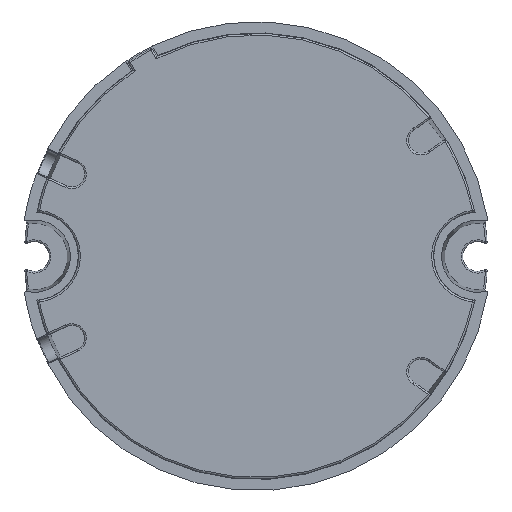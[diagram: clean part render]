
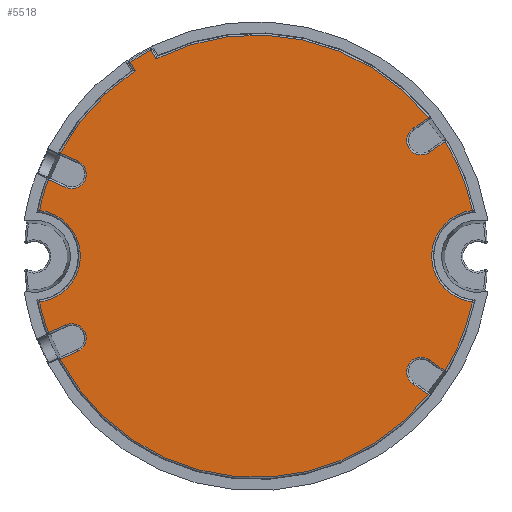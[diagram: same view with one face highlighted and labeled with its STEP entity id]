
A CAD part, top view. The second image highlights one B-rep face of the part: STEP entity #5518.
In plain terms, the highlighted planar face has unit normal (0, 0, 1).
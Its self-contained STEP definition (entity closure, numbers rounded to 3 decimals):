
#3556=DIRECTION('',(0.5,-0.866,0.));
#3557=VECTOR('',#3556,1.152);
#3558=CARTESIAN_POINT('',(12.699,50.275,
-0.007));
#3559=LINE('',#3558,#3557);
#3560=CARTESIAN_POINT('',(27.443,27.537,
-0.007));
#3561=DIRECTION('',(0.,0.,1.));
#3562=DIRECTION('',(-0.455,0.891,0.));
#3563=AXIS2_PLACEMENT_3D('',#3560,#3561,#3562);
#3565=DIRECTION('',(-0.5,0.866,0.));
#3566=VECTOR('',#3565,1.152);
#3567=CARTESIAN_POINT('',(15.7,50.677,
-0.007));
#3568=LINE('',#3567,#3566);
#3569=DIRECTION('',(0.819,0.574,0.));
#3570=VECTOR('',#3569,2.244);
#3571=CARTESIAN_POINT('',(45.841,42.494,
-0.007));
#3572=LINE('',#3571,#3570);
#3573=CARTESIAN_POINT('',(46.816,41.102,
-0.007));
#3574=DIRECTION('',(0.,0.,-1.));
#3575=DIRECTION('',(0.574,-0.819,0.));
#3576=AXIS2_PLACEMENT_3D('',#3573,#3574,#3575);
#3578=DIRECTION('',(-0.819,-0.574,0.));
#3579=VECTOR('',#3578,2.244);
#3580=CARTESIAN_POINT('',(49.63,40.996,
-0.007));
#3581=LINE('',#3580,#3579);
#3582=CARTESIAN_POINT('',(27.443,27.537,
-0.007));
#3583=DIRECTION('',(0.,0.,1.));
#3584=DIRECTION('',(0.978,0.207,0.));
#3585=AXIS2_PLACEMENT_3D('',#3582,#3583,#3584);
#3587=CARTESIAN_POINT('',(53.443,27.537,
-0.007));
#3588=DIRECTION('',(0.,0.,-1.));
#3589=DIRECTION('',(-0.113,-0.994,0.));
#3590=AXIS2_PLACEMENT_3D('',#3587,#3588,#3589);
#3592=CARTESIAN_POINT('',(27.443,27.537,
-0.007));
#3593=DIRECTION('',(0.,0.,1.));
#3594=DIRECTION('',(0.855,-0.519,0.));
#3595=AXIS2_PLACEMENT_3D('',#3592,#3593,#3594);
#3597=DIRECTION('',(0.819,-0.574,0.));
#3598=VECTOR('',#3597,2.244);
#3599=CARTESIAN_POINT('',(47.791,15.364,
-0.007));
#3600=LINE('',#3599,#3598);
#3601=CARTESIAN_POINT('',(46.816,13.972,
-0.007));
#3602=DIRECTION('',(0.,0.,-1.));
#3603=DIRECTION('',(-0.574,-0.819,0.));
#3604=AXIS2_PLACEMENT_3D('',#3601,#3602,#3603);
#3606=DIRECTION('',(-0.819,0.574,0.));
#3607=VECTOR('',#3606,2.244);
#3608=CARTESIAN_POINT('',(47.679,11.292,
-0.007));
#3609=LINE('',#3608,#3607);
#3610=CARTESIAN_POINT('',(27.443,27.537,
-0.007));
#3611=DIRECTION('',(0.,0.,1.));
#3612=DIRECTION('',(-0.885,-0.466,0.));
#3613=AXIS2_PLACEMENT_3D('',#3610,#3611,#3612);
#3615=DIRECTION('',(-0.914,-0.407,0.));
#3616=VECTOR('',#3615,2.244);
#3617=CARTESIAN_POINT('',(6.53,16.364,
-0.007));
#3618=LINE('',#3617,#3616);
#3619=CARTESIAN_POINT('',(5.838,17.917,
-0.007));
#3620=DIRECTION('',(0.,0.,-1.));
#3621=DIRECTION('',(-0.407,0.914,0.));
#3622=AXIS2_PLACEMENT_3D('',#3619,#3620,#3621);
#3624=DIRECTION('',(0.914,0.407,0.));
#3625=VECTOR('',#3624,2.244);
#3626=CARTESIAN_POINT('',(3.096,18.558,
-0.007));
#3627=LINE('',#3626,#3625);
#3628=CARTESIAN_POINT('',(27.443,27.537,
-0.007));
#3629=DIRECTION('',(0.,0.,1.));
#3630=DIRECTION('',(-0.978,-0.207,0.));
#3631=AXIS2_PLACEMENT_3D('',#3628,#3629,#3630);
#3633=CARTESIAN_POINT('',(1.443,27.537,
-0.007));
#3634=DIRECTION('',(0.,0.,-1.));
#3635=DIRECTION('',(0.113,0.994,0.));
#3636=AXIS2_PLACEMENT_3D('',#3633,#3634,#3635);
#3638=CARTESIAN_POINT('',(27.443,27.537,
-0.007));
#3639=DIRECTION('',(0.,0.,1.));
#3640=DIRECTION('',(-0.938,0.346,0.));
#3641=AXIS2_PLACEMENT_3D('',#3638,#3639,#3640);
#3643=DIRECTION('',(-0.914,0.407,0.));
#3644=VECTOR('',#3643,2.244);
#3645=CARTESIAN_POINT('',(5.147,35.603,
-0.007));
#3646=LINE('',#3645,#3644);
#3647=CARTESIAN_POINT('',(5.838,37.156,
-0.007));
#3648=DIRECTION('',(0.,0.,-1.));
#3649=DIRECTION('',(0.407,0.914,0.));
#3650=AXIS2_PLACEMENT_3D('',#3647,#3648,#3649);
#3652=DIRECTION('',(0.914,-0.407,0.));
#3653=VECTOR('',#3652,2.244);
#3654=CARTESIAN_POINT('',(4.479,39.622,
-0.007));
#3655=LINE('',#3654,#3653);
#4213=CARTESIAN_POINT('',(27.443,27.537,
-0.007));
#4214=DIRECTION('',(0.,0.,1.));
#4215=DIRECTION('',(0.78,0.626,0.));
#4216=AXIS2_PLACEMENT_3D('',#4213,#4214,#4215);
#4223=CARTESIAN_POINT('',(27.443,27.537,
-0.007));
#4224=DIRECTION('',(0.,0.,1.));
#4225=DIRECTION('',(-0.546,0.838,0.));
#4226=AXIS2_PLACEMENT_3D('',#4223,#4224,#4225);
#5116=CARTESIAN_POINT('',(2.054,22.171,
-0.007));
#5118=VERTEX_POINT('',#5116);
#5122=CARTESIAN_POINT('',(2.054,32.902,
-0.007));
#5124=VERTEX_POINT('',#5122);
#5128=CARTESIAN_POINT('',(52.832,22.171,
-0.007));
#5130=VERTEX_POINT('',#5128);
#5134=CARTESIAN_POINT('',(52.832,32.902,
-0.007));
#5136=VERTEX_POINT('',#5134);
#5189=CARTESIAN_POINT('',(3.096,36.516,
-0.007));
#5191=VERTEX_POINT('',#5189);
#5193=CARTESIAN_POINT('',(5.147,35.603,
-0.007));
#5194=VERTEX_POINT('',#5193);
#5199=CARTESIAN_POINT('',(6.53,38.709,
-0.007));
#5200=VERTEX_POINT('',#5199);
#5203=CARTESIAN_POINT('',(4.479,39.622,
-0.007));
#5204=VERTEX_POINT('',#5203);
#5209=CARTESIAN_POINT('',(4.479,15.452,
-0.007));
#5211=VERTEX_POINT('',#5209);
#5213=CARTESIAN_POINT('',(6.53,16.364,
-0.007));
#5214=VERTEX_POINT('',#5213);
#5219=CARTESIAN_POINT('',(5.147,19.47,
-0.007));
#5220=VERTEX_POINT('',#5219);
#5223=CARTESIAN_POINT('',(3.096,18.558,
-0.007));
#5224=VERTEX_POINT('',#5223);
#5229=CARTESIAN_POINT('',(49.63,14.077,
-0.007));
#5231=VERTEX_POINT('',#5229);
#5233=CARTESIAN_POINT('',(47.791,15.364,
-0.007));
#5234=VERTEX_POINT('',#5233);
#5239=CARTESIAN_POINT('',(45.841,12.579,
-0.007));
#5240=VERTEX_POINT('',#5239);
#5243=CARTESIAN_POINT('',(47.679,11.292,
-0.007));
#5244=VERTEX_POINT('',#5243);
#5249=CARTESIAN_POINT('',(47.679,43.781,
-0.007));
#5251=VERTEX_POINT('',#5249);
#5253=CARTESIAN_POINT('',(45.841,42.494,
-0.007));
#5254=VERTEX_POINT('',#5253);
#5259=CARTESIAN_POINT('',(47.791,39.709,
-0.007));
#5260=VERTEX_POINT('',#5259);
#5263=CARTESIAN_POINT('',(49.63,40.996,
-0.007));
#5264=VERTEX_POINT('',#5263);
#5325=CARTESIAN_POINT('',(12.699,50.275,
-0.007));
#5326=CARTESIAN_POINT('',(13.275,49.277,
-0.007));
#5327=VERTEX_POINT('',#5325);
#5328=VERTEX_POINT('',#5326);
#5329=CARTESIAN_POINT('',(15.7,50.677,
-0.007));
#5330=CARTESIAN_POINT('',(15.124,51.675,
-0.007));
#5331=VERTEX_POINT('',#5329);
#5332=VERTEX_POINT('',#5330);
#5463=CARTESIAN_POINT('',(27.443,27.537,
-0.007));
#5464=DIRECTION('',(0.,0.,1.));
#5465=DIRECTION('',(0.,-1.,0.));
#5466=AXIS2_PLACEMENT_3D('',#5463,#5464,#5465);
#5467=PLANE('',#5466);
#5469=ORIENTED_EDGE('',*,*,#5468,.F.);
#5471=ORIENTED_EDGE('',*,*,#5470,.F.);
#5473=ORIENTED_EDGE('',*,*,#5472,.F.);
#5475=ORIENTED_EDGE('',*,*,#5474,.F.);
#5477=ORIENTED_EDGE('',*,*,#5476,.F.);
#5479=ORIENTED_EDGE('',*,*,#5478,.F.);
#5481=ORIENTED_EDGE('',*,*,#5480,.F.);
#5483=ORIENTED_EDGE('',*,*,#5482,.F.);
#5485=ORIENTED_EDGE('',*,*,#5484,.F.);
#5487=ORIENTED_EDGE('',*,*,#5486,.F.);
#5489=ORIENTED_EDGE('',*,*,#5488,.F.);
#5491=ORIENTED_EDGE('',*,*,#5490,.F.);
#5493=ORIENTED_EDGE('',*,*,#5492,.F.);
#5495=ORIENTED_EDGE('',*,*,#5494,.F.);
#5497=ORIENTED_EDGE('',*,*,#5496,.F.);
#5499=ORIENTED_EDGE('',*,*,#5498,.F.);
#5501=ORIENTED_EDGE('',*,*,#5500,.F.);
#5503=ORIENTED_EDGE('',*,*,#5502,.F.);
#5505=ORIENTED_EDGE('',*,*,#5504,.F.);
#5507=ORIENTED_EDGE('',*,*,#5506,.F.);
#5509=ORIENTED_EDGE('',*,*,#5508,.F.);
#5511=ORIENTED_EDGE('',*,*,#5510,.F.);
#5513=ORIENTED_EDGE('',*,*,#5512,.F.);
#5515=ORIENTED_EDGE('',*,*,#5514,.F.);
#5516=EDGE_LOOP('',(#5469,#5471,#5473,#5475,#5477,#5479,#5481,#5483,#5485,#5487,
#5489,#5491,#5493,#5495,#5497,#5499,#5501,#5503,#5505,#5507,#5509,#5511,#5513,
#5515));
#5517=FACE_OUTER_BOUND('',#5516,.F.);
#5518=ADVANCED_FACE('',(#5517),#5467,.T.);
#3564=CIRCLE('',#3563,27.1);
#3577=CIRCLE('',#3576,1.7);
#3586=CIRCLE('',#3585,25.95);
#3591=CIRCLE('',#3590,5.4);
#3596=CIRCLE('',#3595,25.95);
#3605=CIRCLE('',#3604,1.7);
#3614=CIRCLE('',#3613,25.95);
#3623=CIRCLE('',#3622,1.7);
#3632=CIRCLE('',#3631,25.95);
#3637=CIRCLE('',#3636,5.4);
#3642=CIRCLE('',#3641,25.95);
#3651=CIRCLE('',#3650,1.7);
#4217=CIRCLE('',#4216,25.95);
#4227=CIRCLE('',#4226,25.95);
#5468=EDGE_CURVE('',#5327,#5328,#3559,.T.);
#5470=EDGE_CURVE('',#5332,#5327,#3564,.T.);
#5472=EDGE_CURVE('',#5331,#5332,#3568,.T.);
#5474=EDGE_CURVE('',#5251,#5331,#4217,.T.);
#5476=EDGE_CURVE('',#5254,#5251,#3572,.T.);
#5478=EDGE_CURVE('',#5260,#5254,#3577,.T.);
#5480=EDGE_CURVE('',#5264,#5260,#3581,.T.);
#5482=EDGE_CURVE('',#5136,#5264,#3586,.T.);
#5484=EDGE_CURVE('',#5130,#5136,#3591,.T.);
#5486=EDGE_CURVE('',#5231,#5130,#3596,.T.);
#5488=EDGE_CURVE('',#5234,#5231,#3600,.T.);
#5490=EDGE_CURVE('',#5240,#5234,#3605,.T.);
#5492=EDGE_CURVE('',#5244,#5240,#3609,.T.);
#5494=EDGE_CURVE('',#5211,#5244,#3614,.T.);
#5496=EDGE_CURVE('',#5214,#5211,#3618,.T.);
#5498=EDGE_CURVE('',#5220,#5214,#3623,.T.);
#5500=EDGE_CURVE('',#5224,#5220,#3627,.T.);
#5502=EDGE_CURVE('',#5118,#5224,#3632,.T.);
#5504=EDGE_CURVE('',#5124,#5118,#3637,.T.);
#5506=EDGE_CURVE('',#5191,#5124,#3642,.T.);
#5508=EDGE_CURVE('',#5194,#5191,#3646,.T.);
#5510=EDGE_CURVE('',#5200,#5194,#3651,.T.);
#5512=EDGE_CURVE('',#5204,#5200,#3655,.T.);
#5514=EDGE_CURVE('',#5328,#5204,#4227,.T.);
